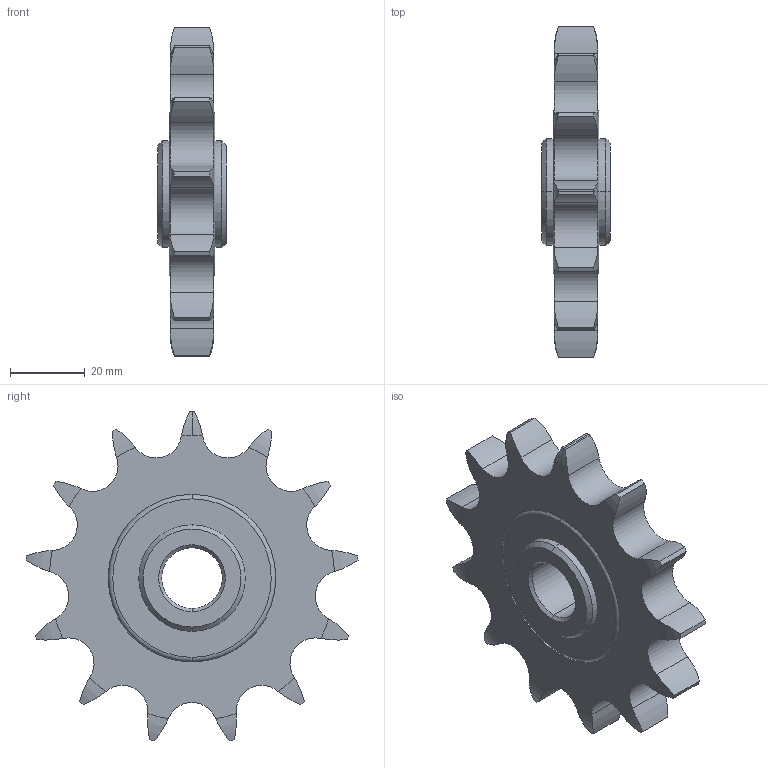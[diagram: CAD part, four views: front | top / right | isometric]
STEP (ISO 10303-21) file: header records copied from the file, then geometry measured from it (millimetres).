
FILE_DESCRIPTION(('starvars output'),'2;1');
FILE_NAME('cv20171201073149000034260.stp','07:31:49 2017/12/01',( 'Thomas Industrial Network Germany GmbH'),( 'Thomas Industrial Network Germany GmbH'),'unknown preprocess','ACIS' ,'unknown authorization');
FILE_SCHEMA(('AUTOMOTIVE_DESIGN_CC2 {UNKNOWN IMPLEMENTATION LEVEL}'));
Length unit declared in the file: millimetre
Products named in the file (1): PRODUCT_ID_1
Bounding box: 18.29 x 88.65 x 88.01 mm (x, y, z)
Volume: 50792.7 mm3; surface area: 14564.7 mm2
Topology: 1 solids, 1 shells, 109 faces, 295 edges, 192 vertices
Faces by surface type: cylinder 63, torus 32, cone 8, plane 6
Entity records: 4034 total; most frequent: CARTESIAN_POINT 738, ORIENTED_EDGE 590, DIRECTION 397, EDGE_CURVE 295, VERTEX_POINT 192, AXIS2_PLACEMENT_3D 163, EDGE_LOOP 115, FACE_BOUND 115
